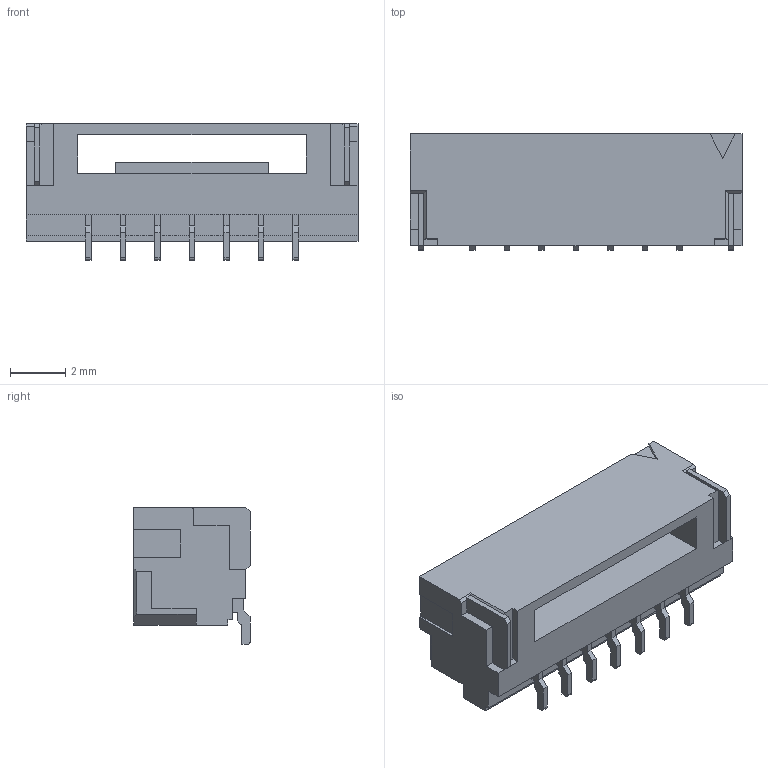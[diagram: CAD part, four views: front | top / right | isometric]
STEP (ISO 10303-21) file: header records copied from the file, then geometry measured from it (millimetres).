
FILE_DESCRIPTION (( 'STEP AP214' ), '1' );
FILE_NAME ('BM07B-GHS-TBT.STEP', '2023-11-17T08:54:32', ( '' ), ( '' ), 'SwSTEP 2.0', 'SolidWorks 2021', '' );
FILE_SCHEMA (( 'AUTOMOTIVE_DESIGN' ));
Length unit declared in the file: millimetre
Products named in the file (2): BM07B-GHS-TBT; BMxxB-GHS-TBT_07
Assembly tree (1 placements, depth 2):
  BM07B-GHS-TBT
    BMxxB-GHS-TBT_07
Bounding box: 12 x 4.2 x 4.95 mm (x, y, z)
Volume: 112.4 mm3; surface area: 433.1 mm2
Topology: 24 solids, 24 shells, 431 faces, 1131 edges, 750 vertices
Faces by surface type: plane 410, cylinder 21
Entity records: 13288 total; most frequent: CARTESIAN_POINT 2316, ORIENTED_EDGE 2262, DIRECTION 2043, EDGE_CURVE 1131, LINE 1089, VECTOR 1089, VERTEX_POINT 750, AXIS2_PLACEMENT_3D 477
